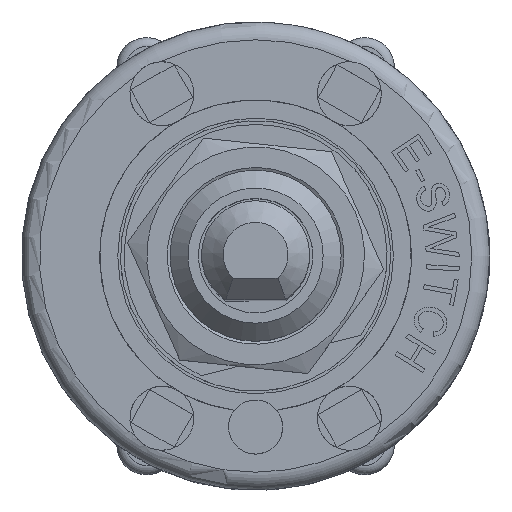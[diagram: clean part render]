
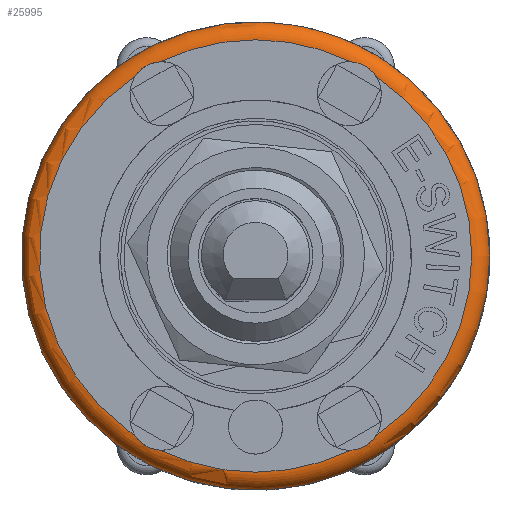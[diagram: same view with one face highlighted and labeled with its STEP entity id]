
A CAD part, top view. The second image highlights one B-rep face of the part: STEP entity #25995.
In plain terms, the highlighted toroidal (fillet/blend) face has major radius 12 mm and minor radius 1 mm.
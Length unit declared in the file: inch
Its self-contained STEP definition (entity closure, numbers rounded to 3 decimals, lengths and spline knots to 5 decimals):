
#25345=CARTESIAN_POINT('',(0.51181,0.0,0.37402));
#25346=VERTEX_POINT('',#25345);
#25347=CARTESIAN_POINT('',(0.0,0.0,0.37402));
#25348=DIRECTION('',(0.0,0.0,1.0));
#25349=DIRECTION('',(-1.0,0.0,0.0));
#25350=AXIS2_PLACEMENT_3D('',#25347,#25348,#25349);
#25351=CIRCLE('',#25350,0.51181);
#25352=EDGE_CURVE('',#25346,#25346,#25351,.T.);
#25595=CARTESIAN_POINT('',(-0.26379,0.39194,0.41339));
#25596=VERTEX_POINT('',#25595);
#25605=CARTESIAN_POINT('',(-0.20753,0.42442,0.41339));
#25606=VERTEX_POINT('',#25605);
#25614=CARTESIAN_POINT('',(-0.26379,0.39194,0.41339));
#25615=CARTESIAN_POINT('',(-0.26063,0.39693,0.41339));
#25616=CARTESIAN_POINT('',(-0.25684,0.40153,0.41318));
#25617=CARTESIAN_POINT('',(-0.25019,0.40776,0.41294));
#25618=CARTESIAN_POINT('',(-0.24774,0.40975,0.41287));
#25619=CARTESIAN_POINT('',(-0.24411,0.41233,0.41281));
#25620=CARTESIAN_POINT('',(-0.24303,0.41306,0.41279));
#25621=CARTESIAN_POINT('',(-0.24115,0.41424,0.41278));
#25622=CARTESIAN_POINT('',(-0.24035,0.41472,0.41278));
#25623=CARTESIAN_POINT('',(-0.23874,0.41565,0.41278));
#25624=CARTESIAN_POINT('',(-0.23791,0.4161,0.41278));
#25625=CARTESIAN_POINT('',(-0.23586,0.41717,0.4128));
#25626=CARTESIAN_POINT('',(-0.23462,0.41777,0.41281));
#25627=CARTESIAN_POINT('',(-0.23029,0.41972,0.41288));
#25628=CARTESIAN_POINT('',(-0.22713,0.42087,0.41296));
#25629=CARTESIAN_POINT('',(-0.2184,0.42336,0.41321));
#25630=CARTESIAN_POINT('',(-0.2129,0.4242,0.41339));
#25631=CARTESIAN_POINT('',(-0.20753,0.42442,0.41339));
#25632=B_SPLINE_CURVE_WITH_KNOTS('',3,(#25614,#25615,#25616,#25617,#25618,#25619,#25620,#25621,#25622,#25623,#25624,#25625,#25626,#25627,#25628,#25629,#25630,#25631),.UNSPECIFIED.,.F.,.U.,(4,2,2,2,2,2,2,2,4),(-0.30321,-0.28459,-0.27477,-0.27072,-0.26786,-0.26495,-0.2607,-0.25033,-0.23279),.UNSPECIFIED.);
#25633=EDGE_CURVE('',#25596,#25606,#25632,.T.);
#25669=CARTESIAN_POINT('',(-0.26379,-0.39194,0.41339));
#25670=VERTEX_POINT('',#25669);
#25680=CARTESIAN_POINT('',(-0.20753,-0.42442,0.41339));
#25681=VERTEX_POINT('',#25680);
#25682=CARTESIAN_POINT('',(-0.20753,-0.42442,0.41339));
#25683=CARTESIAN_POINT('',(-0.21344,-0.42418,0.41339));
#25684=CARTESIAN_POINT('',(-0.21932,-0.42319,0.41318));
#25685=CARTESIAN_POINT('',(-0.22803,-0.42055,0.41294));
#25686=CARTESIAN_POINT('',(-0.23098,-0.41943,0.41287));
#25687=CARTESIAN_POINT('',(-0.23503,-0.41757,0.41281));
#25688=CARTESIAN_POINT('',(-0.2362,-0.417,0.41279));
#25689=CARTESIAN_POINT('',(-0.23817,-0.41596,0.41278));
#25690=CARTESIAN_POINT('',(-0.23898,-0.41551,0.41278));
#25691=CARTESIAN_POINT('',(-0.24059,-0.41458,0.41278));
#25692=CARTESIAN_POINT('',(-0.2414,-0.41409,0.41278));
#25693=CARTESIAN_POINT('',(-0.24335,-0.41285,0.4128));
#25694=CARTESIAN_POINT('',(-0.24449,-0.41207,0.41281));
#25695=CARTESIAN_POINT('',(-0.24834,-0.4093,0.41288));
#25696=CARTESIAN_POINT('',(-0.25092,-0.40713,0.41296));
#25697=CARTESIAN_POINT('',(-0.25744,-0.40082,0.41321));
#25698=CARTESIAN_POINT('',(-0.26092,-0.39648,0.41339));
#25699=CARTESIAN_POINT('',(-0.26379,-0.39194,0.41339));
#25700=B_SPLINE_CURVE_WITH_KNOTS('',3,(#25682,#25683,#25684,#25685,#25686,#25687,#25688,#25689,#25690,#25691,#25692,#25693,#25694,#25695,#25696,#25697,#25698,#25699),.UNSPECIFIED.,.F.,.U.,(4,2,2,2,2,2,2,2,4),(-0.30321,-0.28459,-0.27477,-0.27072,-0.26786,-0.26495,-0.2607,-0.25033,-0.23279),.UNSPECIFIED.);
#25701=EDGE_CURVE('',#25681,#25670,#25700,.T.);
#25769=CARTESIAN_POINT('',(0.20753,-0.42442,0.41339));
#25770=VERTEX_POINT('',#25769);
#25780=CARTESIAN_POINT('',(0.26379,-0.39194,0.41339));
#25781=VERTEX_POINT('',#25780);
#25782=CARTESIAN_POINT('',(0.26379,-0.39194,0.41339));
#25783=CARTESIAN_POINT('',(0.26063,-0.39693,0.41339));
#25784=CARTESIAN_POINT('',(0.25684,-0.40153,0.41318));
#25785=CARTESIAN_POINT('',(0.25019,-0.40776,0.41294));
#25786=CARTESIAN_POINT('',(0.24774,-0.40975,0.41287));
#25787=CARTESIAN_POINT('',(0.24411,-0.41233,0.41281));
#25788=CARTESIAN_POINT('',(0.24303,-0.41306,0.41279));
#25789=CARTESIAN_POINT('',(0.24115,-0.41424,0.41278));
#25790=CARTESIAN_POINT('',(0.24035,-0.41472,0.41278));
#25791=CARTESIAN_POINT('',(0.23874,-0.41565,0.41278));
#25792=CARTESIAN_POINT('',(0.23791,-0.4161,0.41278));
#25793=CARTESIAN_POINT('',(0.23586,-0.41717,0.4128));
#25794=CARTESIAN_POINT('',(0.23462,-0.41777,0.41281));
#25795=CARTESIAN_POINT('',(0.23029,-0.41972,0.41288));
#25796=CARTESIAN_POINT('',(0.22713,-0.42087,0.41296));
#25797=CARTESIAN_POINT('',(0.2184,-0.42336,0.41321));
#25798=CARTESIAN_POINT('',(0.2129,-0.4242,0.41339));
#25799=CARTESIAN_POINT('',(0.20753,-0.42442,0.41339));
#25800=B_SPLINE_CURVE_WITH_KNOTS('',3,(#25782,#25783,#25784,#25785,#25786,#25787,#25788,#25789,#25790,#25791,#25792,#25793,#25794,#25795,#25796,#25797,#25798,#25799),.UNSPECIFIED.,.F.,.U.,(4,2,2,2,2,2,2,2,4),(-0.30321,-0.28459,-0.27477,-0.27072,-0.26786,-0.26495,-0.2607,-0.25033,-0.23279),.UNSPECIFIED.);
#25801=EDGE_CURVE('',#25781,#25770,#25800,.T.);
#25895=CARTESIAN_POINT('',(0.20753,0.42442,0.41339));
#25896=VERTEX_POINT('',#25895);
#25905=CARTESIAN_POINT('',(0.26379,0.39194,0.41339));
#25906=VERTEX_POINT('',#25905);
#25914=CARTESIAN_POINT('',(0.20753,0.42442,0.41339));
#25915=CARTESIAN_POINT('',(0.21344,0.42418,0.41339));
#25916=CARTESIAN_POINT('',(0.21932,0.42319,0.41318));
#25917=CARTESIAN_POINT('',(0.22803,0.42055,0.41294));
#25918=CARTESIAN_POINT('',(0.23098,0.41943,0.41287));
#25919=CARTESIAN_POINT('',(0.23503,0.41757,0.41281));
#25920=CARTESIAN_POINT('',(0.2362,0.417,0.41279));
#25921=CARTESIAN_POINT('',(0.23817,0.41596,0.41278));
#25922=CARTESIAN_POINT('',(0.23898,0.41551,0.41278));
#25923=CARTESIAN_POINT('',(0.24059,0.41458,0.41278));
#25924=CARTESIAN_POINT('',(0.2414,0.41409,0.41278));
#25925=CARTESIAN_POINT('',(0.24335,0.41285,0.4128));
#25926=CARTESIAN_POINT('',(0.24449,0.41207,0.41281));
#25927=CARTESIAN_POINT('',(0.24834,0.4093,0.41288));
#25928=CARTESIAN_POINT('',(0.25092,0.40713,0.41296));
#25929=CARTESIAN_POINT('',(0.25744,0.40082,0.41321));
#25930=CARTESIAN_POINT('',(0.26092,0.39648,0.41339));
#25931=CARTESIAN_POINT('',(0.26379,0.39194,0.41339));
#25932=B_SPLINE_CURVE_WITH_KNOTS('',3,(#25914,#25915,#25916,#25917,#25918,#25919,#25920,#25921,#25922,#25923,#25924,#25925,#25926,#25927,#25928,#25929,#25930,#25931),.UNSPECIFIED.,.F.,.U.,(4,2,2,2,2,2,2,2,4),(-0.30321,-0.28459,-0.27477,-0.27072,-0.26786,-0.26495,-0.2607,-0.25033,-0.23279),.UNSPECIFIED.);
#25933=EDGE_CURVE('',#25896,#25906,#25932,.T.);
#25953=CARTESIAN_POINT('',(0.0,0.0,0.37402));
#25954=DIRECTION('',(0.0,0.0,-1.0));
#25955=DIRECTION('',(-1.0,0.0,0.0));
#25956=AXIS2_PLACEMENT_3D('',#25953,#25954,#25955);
#25957=TOROIDAL_SURFACE('',#25956,0.47244,0.03937);
#25958=ORIENTED_EDGE('',*,*,#25352,.T.);
#25959=EDGE_LOOP('',(#25958));
#25960=FACE_OUTER_BOUND('',#25959,.T.);
#25961=CARTESIAN_POINT('',(0.0,0.0,0.41339));
#25962=DIRECTION('',(0.0,0.0,-1.0));
#25963=DIRECTION('',(-1.0,0.0,0.0));
#25964=AXIS2_PLACEMENT_3D('',#25961,#25962,#25963);
#25965=CIRCLE('',#25964,0.47244);
#25966=EDGE_CURVE('',#25670,#25596,#25965,.T.);
#25967=ORIENTED_EDGE('',*,*,#25966,.T.);
#25968=ORIENTED_EDGE('',*,*,#25633,.T.);
#25969=CARTESIAN_POINT('',(0.0,0.0,0.41339));
#25970=DIRECTION('',(0.0,0.0,-1.0));
#25971=DIRECTION('',(-1.0,0.0,0.0));
#25972=AXIS2_PLACEMENT_3D('',#25969,#25970,#25971);
#25973=CIRCLE('',#25972,0.47244);
#25974=EDGE_CURVE('',#25606,#25896,#25973,.T.);
#25975=ORIENTED_EDGE('',*,*,#25974,.T.);
#25976=ORIENTED_EDGE('',*,*,#25933,.T.);
#25977=CARTESIAN_POINT('',(0.0,0.0,0.41339));
#25978=DIRECTION('',(0.0,0.0,-1.0));
#25979=DIRECTION('',(-1.0,0.0,0.0));
#25980=AXIS2_PLACEMENT_3D('',#25977,#25978,#25979);
#25981=CIRCLE('',#25980,0.47244);
#25982=EDGE_CURVE('',#25906,#25781,#25981,.T.);
#25983=ORIENTED_EDGE('',*,*,#25982,.T.);
#25984=ORIENTED_EDGE('',*,*,#25801,.T.);
#25985=CARTESIAN_POINT('',(0.0,0.0,0.41339));
#25986=DIRECTION('',(0.0,0.0,-1.0));
#25987=DIRECTION('',(-1.0,0.0,0.0));
#25988=AXIS2_PLACEMENT_3D('',#25985,#25986,#25987);
#25989=CIRCLE('',#25988,0.47244);
#25990=EDGE_CURVE('',#25770,#25681,#25989,.T.);
#25991=ORIENTED_EDGE('',*,*,#25990,.T.);
#25992=ORIENTED_EDGE('',*,*,#25701,.T.);
#25993=EDGE_LOOP('',(#25967,#25968,#25975,#25976,#25983,#25984,#25991,#25992));
#25994=FACE_BOUND('',#25993,.T.);
#25995=ADVANCED_FACE('',(#25960,#25994),#25957,.T.);
